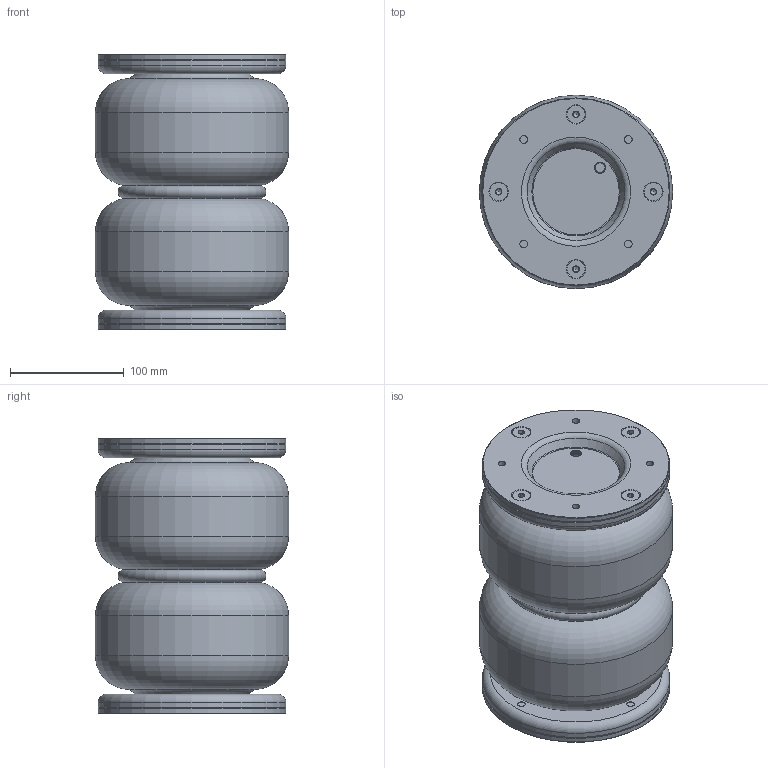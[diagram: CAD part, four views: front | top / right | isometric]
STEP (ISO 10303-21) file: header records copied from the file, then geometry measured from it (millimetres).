
FILE_DESCRIPTION(/* description */ (''),/* implementation_level */ '2;1');
FILE_NAME(/* name */ 'V01-170W-05-1.stp',/* time_stamp */ '2023-10-10T07:20:58+02:00',/* author */ (''),/* organization */ (''),/* preprocessor_version */ 'ST-DEVELOPER v18.102',/* originating_system */ 'SIEMENS PLM Software NX2206.4001',/* authorisation */ '');
FILE_SCHEMA (('AUTOMOTIVE_DESIGN { 1 0 10303 214 3 1 1 1 }'));
Length unit declared in the file: millimetre
Products named in the file (1): V01-170W-05-1_objects
Bounding box: 170 x 170 x 242 mm (x, y, z)
Volume: 963763.7 mm3; surface area: 487232.2 mm2
Topology: 14 solids, 14 shells, 391 faces, 815 edges, 464 vertices
Faces by surface type: plane 136, cone 122, cylinder 62, torus 53, bspline 18
Full cylindrical faces by diameter (mm): 6.8 x16, 7.76 x8, 11 x16, 16 x8, 121 x2, 159 x2, 162 x2, 165 x4, 170 x2
Entity records: 10493 total; most frequent: CARTESIAN_POINT 3111, DIRECTION 1600, ORIENTED_EDGE 1124, AXIS2_PLACEMENT_3D 728, EDGE_LOOP 654, EDGE_CURVE 562, FACE_BOUND 497, VERTEX_POINT 415
